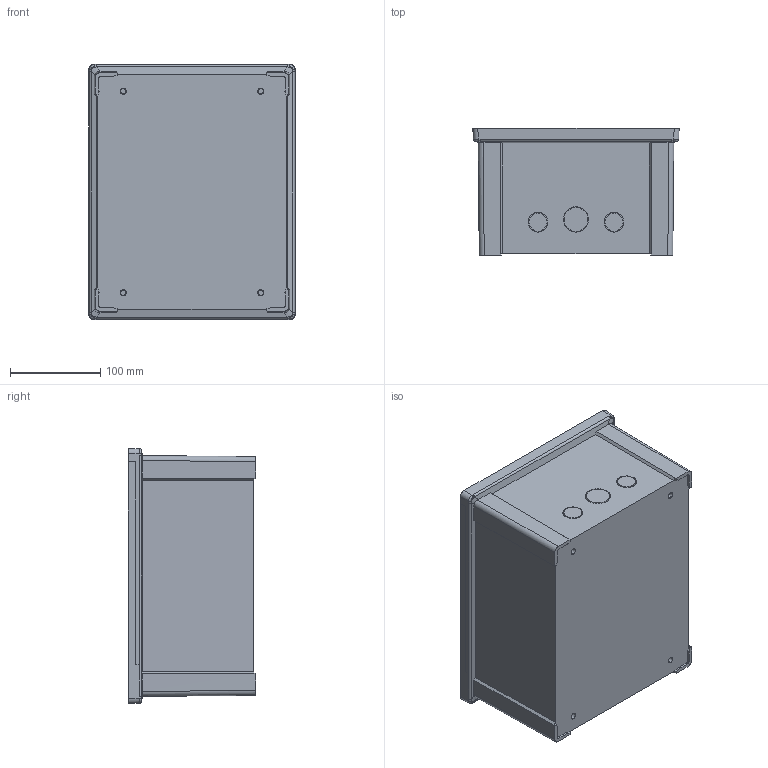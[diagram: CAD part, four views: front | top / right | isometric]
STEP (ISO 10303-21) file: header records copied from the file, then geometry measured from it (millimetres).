
FILE_DESCRIPTION((''),'2;1');
FILE_NAME('10X8_HINGE_KO_BASE','2015-01-16T',('fxhongdongluo'),(''),'PRO/ENGINEER BY PARAMETRIC TECHNOLOGY CORPORATION, 2010040','PRO/ENGINEER BY PARAMETRIC TECHNOLOGY CORPORATION, 2010040','');
FILE_SCHEMA(('CONFIG_CONTROL_DESIGN'));
Length unit declared in the file: millimetre
Products named in the file (1): 10X8_HINGE_KO_BASE
Bounding box: 228 x 140.5 x 282 mm (x, y, z)
Volume: 808337.7 mm3; surface area: 402189.5 mm2
Topology: 6 solids, 14 shells, 502 faces, 1311 edges, 855 vertices
Faces by surface type: plane 284, cylinder 149, cone 41, bspline 28
Entity records: 19008 total; most frequent: CARTESIAN_POINT 7025, ORIENTED_EDGE 2606, DIRECTION 2251, EDGE_CURVE 1303, VERTEX_POINT 855, VECTOR 799, LINE 799, AXIS2_PLACEMENT_3D 726
